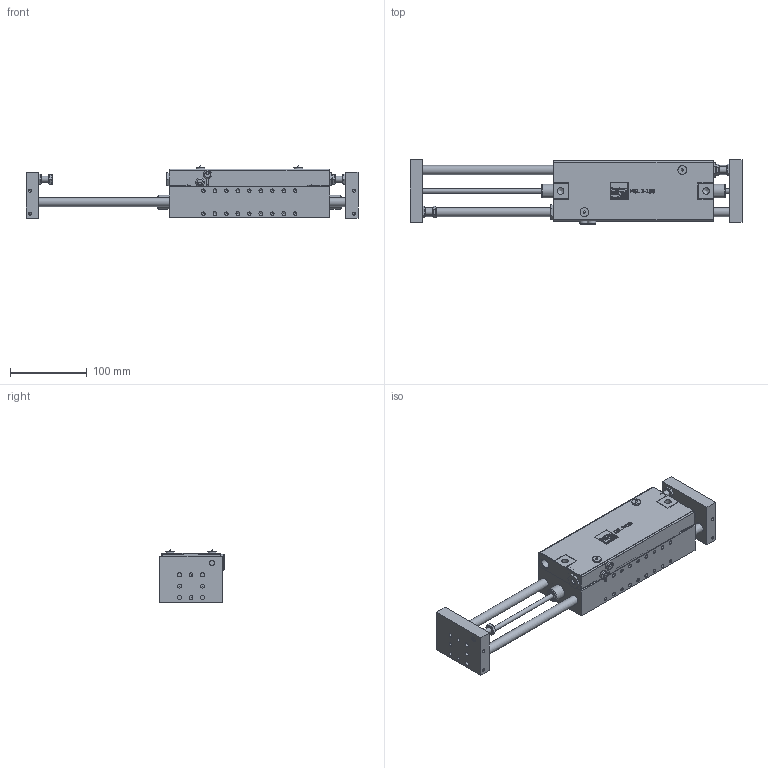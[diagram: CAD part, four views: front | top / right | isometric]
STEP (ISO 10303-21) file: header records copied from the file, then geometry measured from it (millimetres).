
FILE_DESCRIPTION((''),'2;1');
FILE_NAME('MSL2-150.stp','2012-09-28T11:38:01',('hartung_david'),(''),'Autodesk Inventor 2012','Autodesk Inventor 2012','');
FILE_SCHEMA(('AUTOMOTIVE_DESIGN { 1 0 10303 214 1 1 1 1 }'));
Length unit declared in the file: millimetre
Products named in the file (3): MSL2-150; MSL2-150-010; MSL2-150-020
Assembly tree (2 placements, depth 2):
  MSL2-150
    MSL2-150-010
    MSL2-150-020
Bounding box: 434 x 84.5 x 68.5 mm (x, y, z)
Volume: 1221698.7 mm3; surface area: 207296.6 mm2
Topology: 2 solids, 30 shells, 1221 faces, 3122 edges, 2087 vertices
Faces by surface type: plane 574, cylinder 264, bspline 237, cone 144, torus 2
Full cylindrical faces by diameter (mm): 3.459 x2, 3.7 x2, 4 x2, 4.134 x42, 4.2 x30, 4.459 x30, 5 x32, 5.5 x8, 6 x6, 6.5 x2, 6.647 x2, 6.917 x2, 7 x2, 8 x6, 8.5 x2, 8.566 x2, 8.8 x2, 9.5 x4, 10 x8, 11 x8, 11.4 x2, 11.5 x2, 12 x12, 12.376 x2, 13 x2, 15 x6, 18 x2, 29 x2, 29.4 x2
Entity records: 36343 total; most frequent: CARTESIAN_POINT 9445, ORIENTED_EDGE 5044, DIRECTION 4571, EDGE_CURVE 2522, VERTEX_POINT 1837, EDGE_LOOP 1797, AXIS2_PLACEMENT_3D 1598, VECTOR 1375
